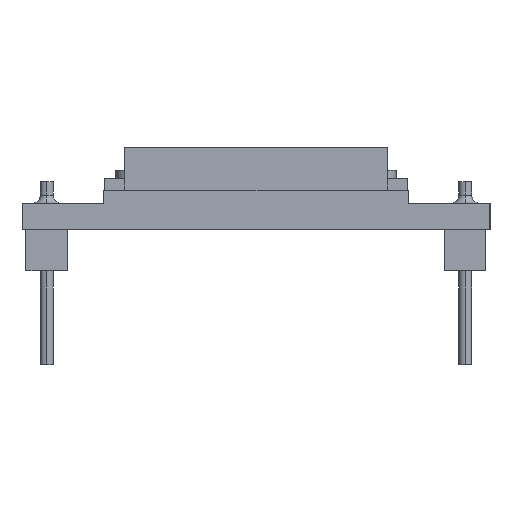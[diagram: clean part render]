
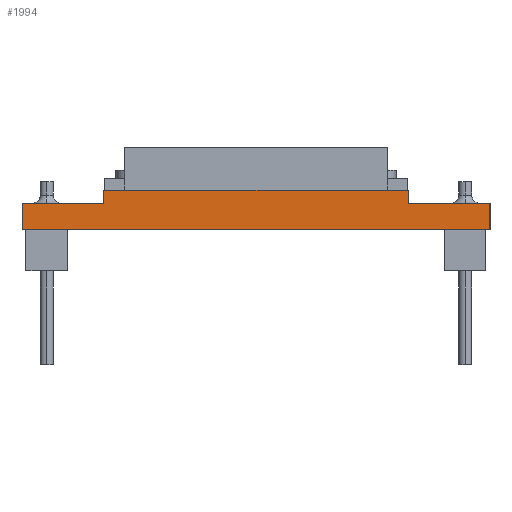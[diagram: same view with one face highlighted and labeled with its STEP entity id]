
A CAD part, left-side view. The second image highlights one B-rep face of the part: STEP entity #1994.
In plain terms, the highlighted planar face has unit normal (-1, 0, 0).
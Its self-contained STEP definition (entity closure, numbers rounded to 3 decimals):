
#228 = EDGE_CURVE ( 'NONE', #5317, #10772, #11458, .T. ) ;
#258 = EDGE_CURVE ( 'NONE', #3267, #10772, #13685, .T. ) ;
#532 = VECTOR ( 'NONE', #5318, 1000. ) ;
#558 = LINE ( 'NONE', #11880, #1397 ) ;
#577 = ORIENTED_EDGE ( 'NONE', *, *, #6184, .F. ) ;
#804 = DIRECTION ( 'NONE',  ( 0., 0., -1. ) ) ;
#1278 = CARTESIAN_POINT ( 'NONE',  ( 0., 0., 1.6 ) ) ;
#1397 = VECTOR ( 'NONE', #2975, 1000. ) ;
#1949 = CARTESIAN_POINT ( 'NONE',  ( 0., 23.45, 2.4 ) ) ;
#1994 = ADVANCED_FACE ( 'NONE', ( #8745 ), #2937, .F. ) ;
#2092 = AXIS2_PLACEMENT_3D ( 'NONE', #12773, #6198, #804 ) ;
#2239 = LINE ( 'NONE', #11395, #12864 ) ;
#2312 = CARTESIAN_POINT ( 'NONE',  ( 0., 28.4, 1.6 ) ) ;
#2348 = LINE ( 'NONE', #9448, #5243 ) ;
#2439 = ORIENTED_EDGE ( 'NONE', *, *, #7541, .F. ) ;
#2443 = EDGE_CURVE ( 'NONE', #12429, #3267, #7600, .T. ) ;
#2937 = PLANE ( 'NONE',  #2092 ) ;
#2975 = DIRECTION ( 'NONE',  ( 0., 0., -1. ) ) ;
#3158 = ORIENTED_EDGE ( 'NONE', *, *, #9332, .F. ) ;
#3267 = VERTEX_POINT ( 'NONE', #12025 ) ;
#3323 = VERTEX_POINT ( 'NONE', #6593 ) ;
#3586 = ORIENTED_EDGE ( 'NONE', *, *, #2443, .F. ) ;
#4030 = DIRECTION ( 'NONE',  ( 0., 0., -1. ) ) ;
#4200 = EDGE_LOOP ( 'NONE', ( #10852, #11937, #3586, #3158, #2439, #4701, #577, #5676 ) ) ;
#4527 = CARTESIAN_POINT ( 'NONE',  ( 0., 23.45, 2.4 ) ) ;
#4701 = ORIENTED_EDGE ( 'NONE', *, *, #9437, .T. ) ;
#5243 = VECTOR ( 'NONE', #8197, 1000. ) ;
#5317 = VERTEX_POINT ( 'NONE', #5947 ) ;
#5318 = DIRECTION ( 'NONE',  ( 0., -1., 0. ) ) ;
#5676 = ORIENTED_EDGE ( 'NONE', *, *, #13247, .T. ) ;
#5947 = CARTESIAN_POINT ( 'NONE',  ( 0., 28.4, 0. ) ) ;
#6184 = EDGE_CURVE ( 'NONE', #12081, #11068, #2239, .T. ) ;
#6198 = DIRECTION ( 'NONE',  ( 1., 0., 0. ) ) ;
#6338 = VECTOR ( 'NONE', #13269, 1000. ) ;
#6550 = CARTESIAN_POINT ( 'NONE',  ( 0., 0., 0. ) ) ;
#6593 = CARTESIAN_POINT ( 'NONE',  ( 0., 4.95, 2.4 ) ) ;
#6931 = CARTESIAN_POINT ( 'NONE',  ( 0., 23.45, 1.6 ) ) ;
#7370 = LINE ( 'NONE', #2312, #6338 ) ;
#7541 = EDGE_CURVE ( 'NONE', #7972, #3323, #12162, .T. ) ;
#7600 = LINE ( 'NONE', #1278, #11571 ) ;
#7972 = VERTEX_POINT ( 'NONE', #4527 ) ;
#8197 = DIRECTION ( 'NONE',  ( 0., 0., -1. ) ) ;
#8745 = FACE_OUTER_BOUND ( 'NONE', #4200, .T. ) ;
#8955 = DIRECTION ( 'NONE',  ( 0., -1., 0. ) ) ;
#9228 = DIRECTION ( 'NONE',  ( 0., -1., 0. ) ) ;
#9332 = EDGE_CURVE ( 'NONE', #3323, #12429, #2348, .T. ) ;
#9437 = EDGE_CURVE ( 'NONE', #7972, #11068, #558, .T. ) ;
#9448 = CARTESIAN_POINT ( 'NONE',  ( 0., 4.95, 2.4 ) ) ;
#9711 = CARTESIAN_POINT ( 'NONE',  ( 0., 0., 1.6 ) ) ;
#10298 = CARTESIAN_POINT ( 'NONE',  ( 0., 4.95, 1.6 ) ) ;
#10766 = VECTOR ( 'NONE', #4030, 1000. ) ;
#10772 = VERTEX_POINT ( 'NONE', #6550 ) ;
#10807 = DIRECTION ( 'NONE',  ( 0., -1., 0. ) ) ;
#10852 = ORIENTED_EDGE ( 'NONE', *, *, #228, .T. ) ;
#10941 = CARTESIAN_POINT ( 'NONE',  ( 0., 28.4, 1.6 ) ) ;
#11068 = VERTEX_POINT ( 'NONE', #6931 ) ;
#11395 = CARTESIAN_POINT ( 'NONE',  ( 0., 0., 1.6 ) ) ;
#11458 = LINE ( 'NONE', #11912, #12666 ) ;
#11571 = VECTOR ( 'NONE', #8955, 1000. ) ;
#11880 = CARTESIAN_POINT ( 'NONE',  ( 0., 23.45, 2.4 ) ) ;
#11912 = CARTESIAN_POINT ( 'NONE',  ( 0., 0., 0. ) ) ;
#11937 = ORIENTED_EDGE ( 'NONE', *, *, #258, .F. ) ;
#12025 = CARTESIAN_POINT ( 'NONE',  ( 0., 0., 1.6 ) ) ;
#12081 = VERTEX_POINT ( 'NONE', #10941 ) ;
#12162 = LINE ( 'NONE', #1949, #532 ) ;
#12429 = VERTEX_POINT ( 'NONE', #10298 ) ;
#12666 = VECTOR ( 'NONE', #10807, 1000. ) ;
#12773 = CARTESIAN_POINT ( 'NONE',  ( 0., 0., 1.6 ) ) ;
#12864 = VECTOR ( 'NONE', #9228, 1000. ) ;
#13247 = EDGE_CURVE ( 'NONE', #12081, #5317, #7370, .T. ) ;
#13269 = DIRECTION ( 'NONE',  ( 0., 0., -1. ) ) ;
#13685 = LINE ( 'NONE', #9711, #10766 ) ;
